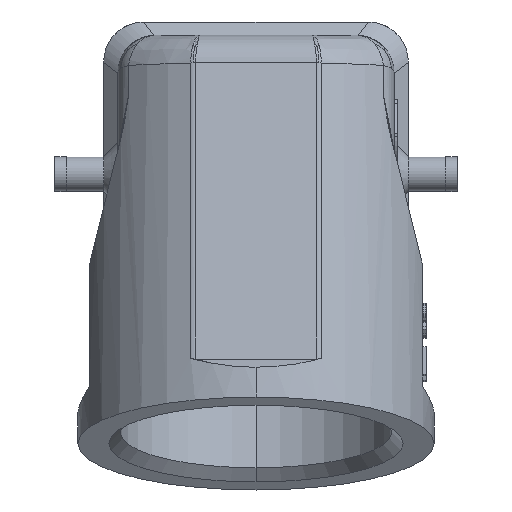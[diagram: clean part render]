
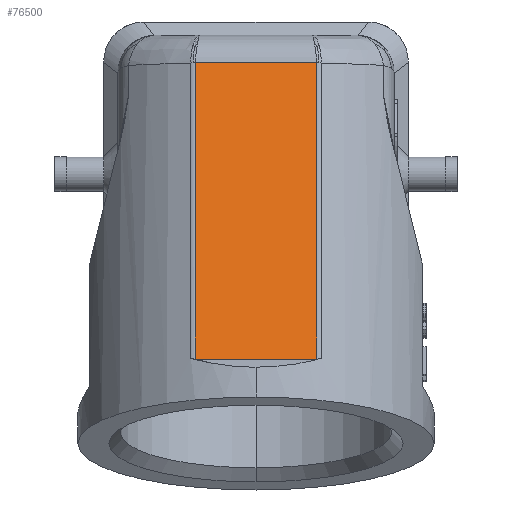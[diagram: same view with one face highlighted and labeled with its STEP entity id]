
A CAD part, top view. The second image highlights one B-rep face of the part: STEP entity #76500.
In plain terms, the highlighted planar face has unit normal (0, 0.259, 0.966).
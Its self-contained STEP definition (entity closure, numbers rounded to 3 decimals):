
#17150=CARTESIAN_POINT('',(5.292,40.914,
59.285));
#17160=VERTEX_POINT('',#17150);
#17190=CARTESIAN_POINT('',(0.,40.914,59.285));
#17200=DIRECTION('',(1.,0.,0.));
#17210=VECTOR('',#17200,1.);
#17220=LINE('',#17190,#17210);
#17230=CARTESIAN_POINT('',(-5.292,40.914,
59.285));
#17240=VERTEX_POINT('',#17230);
#17250=EDGE_CURVE('',#17240,#17160,#17220,.T.);
#40660=CARTESIAN_POINT('',(5.292,15.112,
66.198));
#40670=VERTEX_POINT('',#40660);
#40780=CARTESIAN_POINT('',(-5.292,15.112,
66.198));
#40790=VERTEX_POINT('',#40780);
#40820=CARTESIAN_POINT('',(0.,15.112,66.198));
#40830=DIRECTION('',(-1.,0.,0.));
#40840=VECTOR('',#40830,1.);
#40850=LINE('',#40820,#40840);
#40860=EDGE_CURVE('',#40670,#40790,#40850,.T.);
#76290=CARTESIAN_POINT('',(-14.5,11.539,67.156));
#76300=DIRECTION('',(-0.,-0.259,-0.966));
#76310=DIRECTION('',(-1.,0.,0.));
#76320=AXIS2_PLACEMENT_3D('',#76290,#76300,#76310);
#76330=PLANE('',#76320);
#76340=ORIENTED_EDGE('',*,*,#17250,.F.);
#76350=CARTESIAN_POINT('',(5.292,24.096,
63.791));
#76360=DIRECTION('',(0.,-0.966,0.259));
#76370=VECTOR('',#76360,1.);
#76380=LINE('',#76350,#76370);
#76390=EDGE_CURVE('',#17160,#40670,#76380,.T.);
#76400=ORIENTED_EDGE('',*,*,#76390,.F.);
#76410=ORIENTED_EDGE('',*,*,#40860,.F.);
#76420=CARTESIAN_POINT('',(-5.292,24.096,
63.791));
#76430=DIRECTION('',(0.,-0.966,0.259));
#76440=VECTOR('',#76430,1.);
#76450=LINE('',#76420,#76440);
#76460=EDGE_CURVE('',#17240,#40790,#76450,.T.);
#76470=ORIENTED_EDGE('',*,*,#76460,.T.);
#76480=EDGE_LOOP('',(#76470,#76410,#76400,#76340));
#76490=FACE_OUTER_BOUND('',#76480,.T.);
#76500=ADVANCED_FACE('',(#76490),#76330,.F.);
